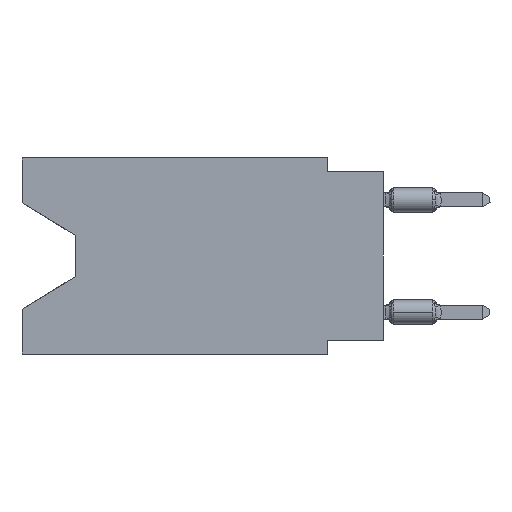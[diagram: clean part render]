
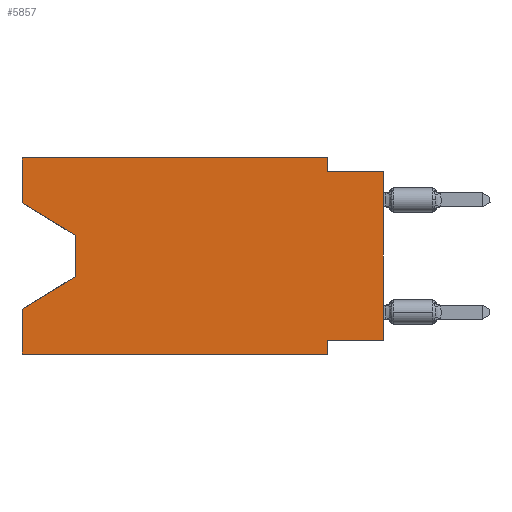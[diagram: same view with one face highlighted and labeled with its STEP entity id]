
A CAD part, left-side view. The second image highlights one B-rep face of the part: STEP entity #5857.
In plain terms, the highlighted planar face has unit normal (-1, 0, 0).
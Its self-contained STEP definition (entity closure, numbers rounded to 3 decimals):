
#1229 = CARTESIAN_POINT ( 'NONE',  ( 0., 16.383, -2.038 ) ) ;
#1761 = CARTESIAN_POINT ( 'NONE',  ( 0., 16.383, -2.038 ) ) ;
#2684 = LINE ( 'NONE', #34836, #32993 ) ;
#2885 = ORIENTED_EDGE ( 'NONE', *, *, #54566, .T. ) ;
#4643 = DIRECTION ( 'NONE',  ( 0., 0., 1. ) ) ;
#4794 = CARTESIAN_POINT ( 'NONE',  ( 0., 2.54, -8.255 ) ) ;
#5199 = CARTESIAN_POINT ( 'NONE',  ( 0., 0., -8.255 ) ) ;
#5313 = EDGE_CURVE ( 'NONE', #47991, #34103, #27765, .T. ) ;
#5473 = CARTESIAN_POINT ( 'NONE',  ( 0., 16.383, 0. ) ) ;
#5857 = ADVANCED_FACE ( 'NONE', ( #42490 ), #47462, .F. ) ;
#6036 = VERTEX_POINT ( 'NONE', #52421 ) ;
#7501 = CARTESIAN_POINT ( 'NONE',  ( 0., 16.383, -8.89 ) ) ;
#7665 = ORIENTED_EDGE ( 'NONE', *, *, #37867, .F. ) ;
#8285 = DIRECTION ( 'NONE',  ( 0., 0., -1. ) ) ;
#9366 = EDGE_CURVE ( 'NONE', #42675, #28080, #2684, .T. ) ;
#9615 = VERTEX_POINT ( 'NONE', #1761 ) ;
#10616 = EDGE_CURVE ( 'NONE', #6036, #34103, #17865, .T. ) ;
#11191 = DIRECTION ( 'NONE',  ( 0., 0., -1. ) ) ;
#12707 = VECTOR ( 'NONE', #8285, 1000. ) ;
#13155 = VERTEX_POINT ( 'NONE', #7501 ) ;
#14376 = EDGE_CURVE ( 'NONE', #28080, #6036, #16868, .T. ) ;
#14695 = LINE ( 'NONE', #1229, #43659 ) ;
#14772 = CARTESIAN_POINT ( 'NONE',  ( 0., 16.383, 0. ) ) ;
#15026 = ORIENTED_EDGE ( 'NONE', *, *, #5313, .T. ) ;
#15472 = VECTOR ( 'NONE', #21637, 1000. ) ;
#16868 = LINE ( 'NONE', #21264, #46559 ) ;
#16886 = ORIENTED_EDGE ( 'NONE', *, *, #10616, .F. ) ;
#16955 = ORIENTED_EDGE ( 'NONE', *, *, #30971, .F. ) ;
#17865 = LINE ( 'NONE', #44500, #38695 ) ;
#18199 = VECTOR ( 'NONE', #54931, 1000. ) ;
#20200 = ORIENTED_EDGE ( 'NONE', *, *, #9366, .F. ) ;
#21059 = CARTESIAN_POINT ( 'NONE',  ( 0., 13.97, -3.505 ) ) ;
#21264 = CARTESIAN_POINT ( 'NONE',  ( 0., 2.54, 0. ) ) ;
#21276 = LINE ( 'NONE', #56987, #35137 ) ;
#21493 = LINE ( 'NONE', #43442, #53807 ) ;
#21637 = DIRECTION ( 'NONE',  ( 0., 1., 0. ) ) ;
#21642 = DIRECTION ( 'NONE',  ( 0., 0., -1. ) ) ;
#21932 = LINE ( 'NONE', #21059, #29499 ) ;
#22159 = VERTEX_POINT ( 'NONE', #36416 ) ;
#22568 = ORIENTED_EDGE ( 'NONE', *, *, #54225, .F. ) ;
#24523 = ORIENTED_EDGE ( 'NONE', *, *, #47353, .F. ) ;
#25300 = VECTOR ( 'NONE', #4643, 1000. ) ;
#25882 = DIRECTION ( 'NONE',  ( 0., 0.855, -0.519 ) ) ;
#26682 = VERTEX_POINT ( 'NONE', #31154 ) ;
#27460 = CARTESIAN_POINT ( 'NONE',  ( 0., 0., 0. ) ) ;
#27725 = ORIENTED_EDGE ( 'NONE', *, *, #38745, .T. ) ;
#27765 = LINE ( 'NONE', #27460, #25300 ) ;
#28080 = VERTEX_POINT ( 'NONE', #33645 ) ;
#29499 = VECTOR ( 'NONE', #21642, 1000. ) ;
#29718 = VERTEX_POINT ( 'NONE', #42710 ) ;
#29838 = VECTOR ( 'NONE', #54577, 1000. ) ;
#30971 = EDGE_CURVE ( 'NONE', #34104, #54459, #48938, .T. ) ;
#31041 = DIRECTION ( 'NONE',  ( 0., -1., 0. ) ) ;
#31154 = CARTESIAN_POINT ( 'NONE',  ( 0., 16.383, -6.852 ) ) ;
#31200 = DIRECTION ( 'NONE',  ( 0., -1., 0. ) ) ;
#32253 = DIRECTION ( 'NONE',  ( 0., -0.855, -0.519 ) ) ;
#32397 = LINE ( 'NONE', #37641, #18199 ) ;
#32439 = EDGE_CURVE ( 'NONE', #13155, #54459, #21276, .T. ) ;
#32993 = VECTOR ( 'NONE', #52695, 1000. ) ;
#33443 = DIRECTION ( 'NONE',  ( 1., 0., 0. ) ) ;
#33645 = CARTESIAN_POINT ( 'NONE',  ( 0., 2.54, 0. ) ) ;
#33860 = DIRECTION ( 'NONE',  ( 0., 0., -1. ) ) ;
#34103 = VERTEX_POINT ( 'NONE', #35800 ) ;
#34104 = VERTEX_POINT ( 'NONE', #4794 ) ;
#34836 = CARTESIAN_POINT ( 'NONE',  ( 0., 16.383, 0. ) ) ;
#35137 = VECTOR ( 'NONE', #31200, 1000. ) ;
#35800 = CARTESIAN_POINT ( 'NONE',  ( 0., 0., -0.635 ) ) ;
#36416 = CARTESIAN_POINT ( 'NONE',  ( 0., 13.97, -5.385 ) ) ;
#36700 = LINE ( 'NONE', #14772, #29838 ) ;
#37641 = CARTESIAN_POINT ( 'NONE',  ( 0., 16.383, 0. ) ) ;
#37867 = EDGE_CURVE ( 'NONE', #47991, #34104, #53227, .T. ) ;
#38061 = ORIENTED_EDGE ( 'NONE', *, *, #14376, .F. ) ;
#38695 = VECTOR ( 'NONE', #31041, 1000. ) ;
#38745 = EDGE_CURVE ( 'NONE', #22159, #26682, #21493, .T. ) ;
#38903 = CARTESIAN_POINT ( 'NONE',  ( 0., 0., -8.255 ) ) ;
#39370 = AXIS2_PLACEMENT_3D ( 'NONE', #51276, #33443, #11191 ) ;
#40410 = ORIENTED_EDGE ( 'NONE', *, *, #45496, .T. ) ;
#41340 = CARTESIAN_POINT ( 'NONE',  ( 0., 2.54, -8.89 ) ) ;
#42490 = FACE_OUTER_BOUND ( 'NONE', #51111, .T. ) ;
#42587 = ORIENTED_EDGE ( 'NONE', *, *, #32439, .T. ) ;
#42675 = VERTEX_POINT ( 'NONE', #5473 ) ;
#42710 = CARTESIAN_POINT ( 'NONE',  ( 0., 13.97, -3.505 ) ) ;
#43442 = CARTESIAN_POINT ( 'NONE',  ( 0., 13.97, -5.385 ) ) ;
#43659 = VECTOR ( 'NONE', #32253, 1000. ) ;
#44500 = CARTESIAN_POINT ( 'NONE',  ( 0., 0., -0.635 ) ) ;
#45496 = EDGE_CURVE ( 'NONE', #9615, #29718, #14695, .T. ) ;
#46559 = VECTOR ( 'NONE', #33860, 1000. ) ;
#47353 = EDGE_CURVE ( 'NONE', #13155, #26682, #36700, .T. ) ;
#47462 = PLANE ( 'NONE',  #39370 ) ;
#47991 = VERTEX_POINT ( 'NONE', #5199 ) ;
#48938 = LINE ( 'NONE', #53337, #12707 ) ;
#51111 = EDGE_LOOP ( 'NONE', ( #40410, #2885, #27725, #24523, #42587, #16955, #7665, #15026, #16886, #38061, #20200, #22568 ) ) ;
#51276 = CARTESIAN_POINT ( 'NONE',  ( 0., 16.383, 0. ) ) ;
#52421 = CARTESIAN_POINT ( 'NONE',  ( 0., 2.54, -0.635 ) ) ;
#52695 = DIRECTION ( 'NONE',  ( 0., -1., 0. ) ) ;
#53227 = LINE ( 'NONE', #38903, #15472 ) ;
#53337 = CARTESIAN_POINT ( 'NONE',  ( 0., 2.54, -8.89 ) ) ;
#53807 = VECTOR ( 'NONE', #25882, 1000. ) ;
#54225 = EDGE_CURVE ( 'NONE', #9615, #42675, #32397, .T. ) ;
#54459 = VERTEX_POINT ( 'NONE', #41340 ) ;
#54566 = EDGE_CURVE ( 'NONE', #29718, #22159, #21932, .T. ) ;
#54577 = DIRECTION ( 'NONE',  ( 0., 0., 1. ) ) ;
#54931 = DIRECTION ( 'NONE',  ( 0., 0., 1. ) ) ;
#56987 = CARTESIAN_POINT ( 'NONE',  ( 0., 16.383, -8.89 ) ) ;
